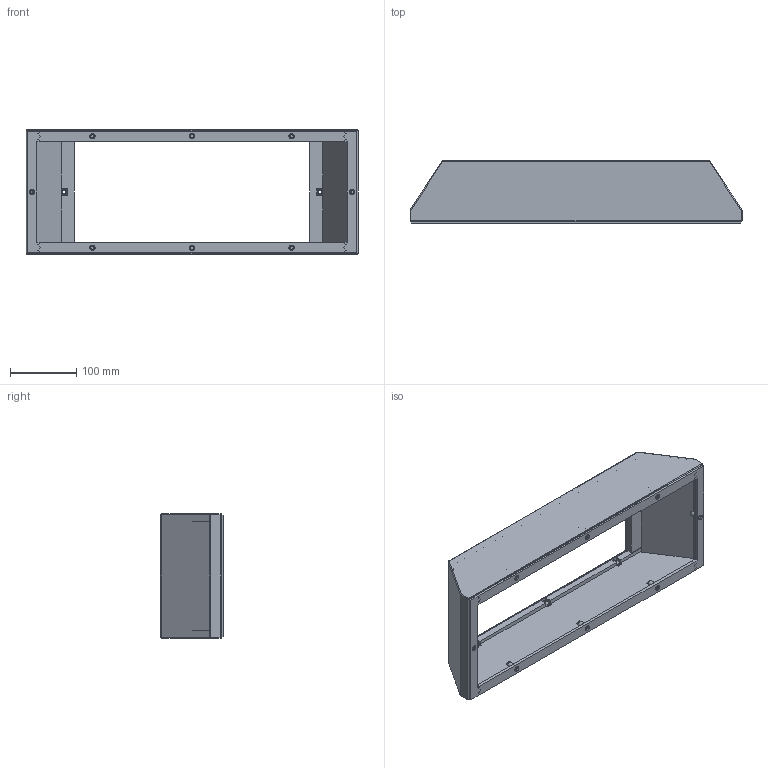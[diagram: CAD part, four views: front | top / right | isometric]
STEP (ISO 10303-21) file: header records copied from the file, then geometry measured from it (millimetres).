
FILE_DESCRIPTION (( 'STEP AP214' ), '1' );
FILE_NAME ('1014305.STEP', '2020-02-21T20:58:01', ( '' ), ( '' ), 'SwSTEP 2.0', 'SolidWorks 2019', '' );
FILE_SCHEMA (( 'AUTOMOTIVE_DESIGN' ));
Length unit declared in the file: inch
Products named in the file (1): 1014305
Bounding box: 500 x 95.4 x 187.5 mm (x, y, z)
Volume: 1458105.1 mm3; surface area: 403169.1 mm2
Topology: 1 solids, 1 shells, 931 faces, 2683 edges, 1675 vertices
Faces by surface type: plane 815, cylinder 72, cone 32, torus 12
Full cylindrical faces by diameter (mm): 5 x16, 8 x8, 8.9 x16, 10.2 x8
Entity records: 41735 total; most frequent: CARTESIAN_POINT 5284, ORIENTED_EDGE 5140, DIRECTION 4938, EDGE_CURVE 2570, LINE 1966, VECTOR 1966, VERTEX_POINT 1626, AXIS2_PLACEMENT_3D 1486
